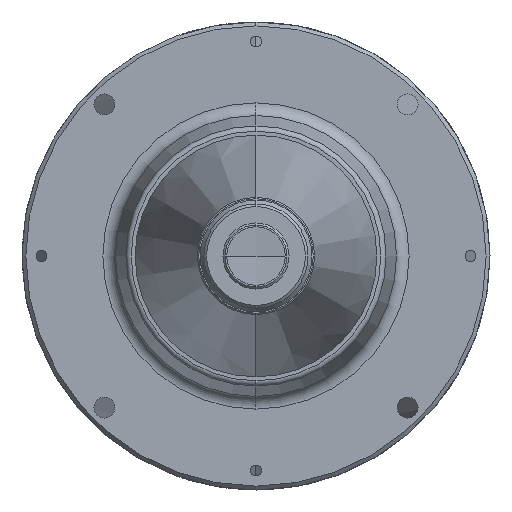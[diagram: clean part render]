
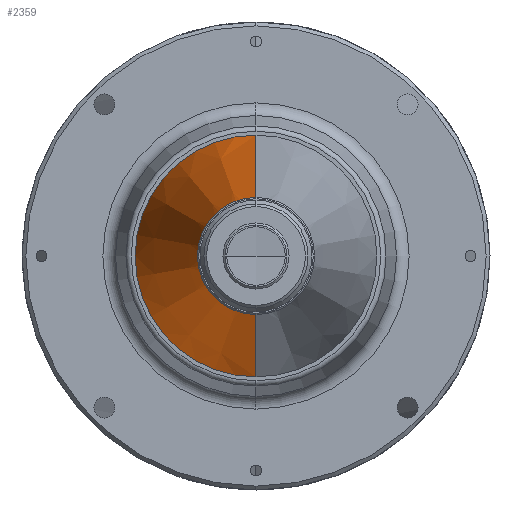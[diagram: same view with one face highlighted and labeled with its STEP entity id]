
A CAD part, left-side view. The second image highlights one B-rep face of the part: STEP entity #2359.
In plain terms, the highlighted conical face has half-angle 13.358 degrees and reference radius 46.5 mm.
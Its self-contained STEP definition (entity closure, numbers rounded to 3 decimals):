
#202 = DIRECTION ( 'NONE',  ( 0.973, 0., 0.231 ) ) ;
#549 = AXIS2_PLACEMENT_3D ( 'NONE', #5320, #1276, #6011 ) ;
#1025 = VERTEX_POINT ( 'NONE', #8587 ) ;
#1053 = DIRECTION ( 'NONE',  ( 1., 0., 0. ) ) ;
#1126 = CARTESIAN_POINT ( 'NONE',  ( 199.422, 0., 0. ) ) ;
#1276 = DIRECTION ( 'NONE',  ( -1., 0., 0. ) ) ;
#1452 = AXIS2_PLACEMENT_3D ( 'NONE', #5076, #1053, #5769 ) ;
#1980 = CONICAL_SURFACE ( 'NONE', #2720, 46.5, 0.233 ) ;
#2091 = EDGE_CURVE ( 'NONE', #3695, #8608, #3111, .T. ) ;
#2359 = ADVANCED_FACE ( 'NONE', ( #4617 ), #1980, .T. ) ;
#2473 = DIRECTION ( 'NONE',  ( 1., 0., 0. ) ) ;
#2720 = AXIS2_PLACEMENT_3D ( 'NONE', #1126, #2473, #5197 ) ;
#3003 = CIRCLE ( 'NONE', #1452, 19.441 ) ;
#3111 = LINE ( 'NONE', #8265, #4710 ) ;
#3154 = CARTESIAN_POINT ( 'NONE',  ( 85.473, 0., 19.441 ) ) ;
#3407 = LINE ( 'NONE', #4172, #6788 ) ;
#3570 = EDGE_LOOP ( 'NONE', ( #7528, #3634, #7112, #6266 ) ) ;
#3634 = ORIENTED_EDGE ( 'NONE', *, *, #2091, .T. ) ;
#3695 = VERTEX_POINT ( 'NONE', #3154 ) ;
#3806 = EDGE_CURVE ( 'NONE', #5277, #3695, #3003, .T. ) ;
#4172 = CARTESIAN_POINT ( 'NONE',  ( 199.422, 0., -46.5 ) ) ;
#4176 = EDGE_CURVE ( 'NONE', #8608, #1025, #7359, .T. ) ;
#4617 = FACE_OUTER_BOUND ( 'NONE', #3570, .T. ) ;
#4710 = VECTOR ( 'NONE', #202, 1000. ) ;
#5076 = CARTESIAN_POINT ( 'NONE',  ( 85.473, 0., 0. ) ) ;
#5197 = DIRECTION ( 'NONE',  ( 0., 0., -1. ) ) ;
#5277 = VERTEX_POINT ( 'NONE', #8104 ) ;
#5320 = CARTESIAN_POINT ( 'NONE',  ( 199.422, 0., 0. ) ) ;
#5769 = DIRECTION ( 'NONE',  ( 0., 0., -1. ) ) ;
#6011 = DIRECTION ( 'NONE',  ( 0., 0., 1. ) ) ;
#6263 = EDGE_CURVE ( 'NONE', #5277, #1025, #3407, .T. ) ;
#6266 = ORIENTED_EDGE ( 'NONE', *, *, #6263, .F. ) ;
#6788 = VECTOR ( 'NONE', #6847, 1000. ) ;
#6847 = DIRECTION ( 'NONE',  ( 0.973, 0., -0.231 ) ) ;
#7112 = ORIENTED_EDGE ( 'NONE', *, *, #4176, .T. ) ;
#7359 = CIRCLE ( 'NONE', #549, 46.5 ) ;
#7528 = ORIENTED_EDGE ( 'NONE', *, *, #3806, .T. ) ;
#8104 = CARTESIAN_POINT ( 'NONE',  ( 85.473, 0., -19.441 ) ) ;
#8265 = CARTESIAN_POINT ( 'NONE',  ( 199.422, 0., 46.5 ) ) ;
#8587 = CARTESIAN_POINT ( 'NONE',  ( 199.422, 0., -46.5 ) ) ;
#8608 = VERTEX_POINT ( 'NONE', #8644 ) ;
#8644 = CARTESIAN_POINT ( 'NONE',  ( 199.422, 0., 46.5 ) ) ;
